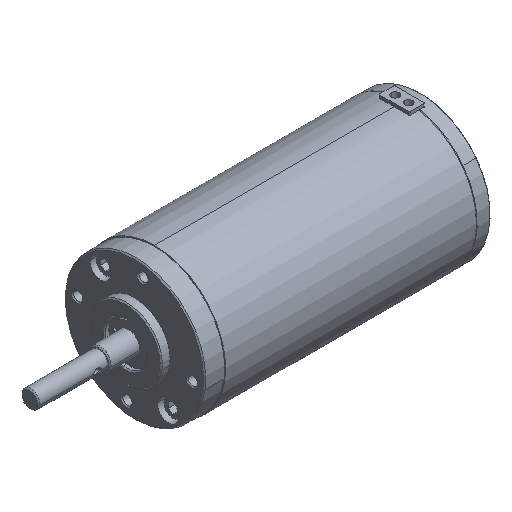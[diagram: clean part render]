
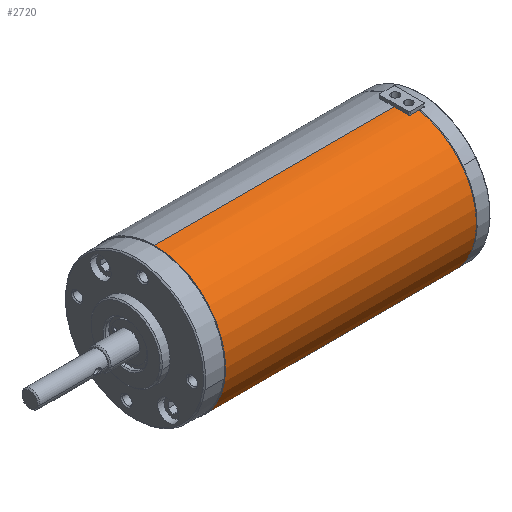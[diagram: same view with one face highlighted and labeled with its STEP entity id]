
A CAD part, isometric view. The second image highlights one B-rep face of the part: STEP entity #2720.
In plain terms, the highlighted cylindrical face has radius 31.95 mm (diameter 63.9 mm), a partial arc.
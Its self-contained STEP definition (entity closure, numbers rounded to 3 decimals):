
#69 = DIRECTION ( 'NONE',  ( -1., 0., 0. ) ) ;
#114 = VECTOR ( 'NONE', #328, 1000. ) ;
#134 = EDGE_LOOP ( 'NONE', ( #2542, #223, #2253, #834, #472, #3785, #413, #4013, #3687, #2681, #3640, #2248, #2405, #1541, #1150 ) ) ;
#149 = CARTESIAN_POINT ( 'NONE',  ( -112.6, -5.75, 31.428 ) ) ;
#197 = AXIS2_PLACEMENT_3D ( 'NONE', #1644, #3949, #1978 ) ;
#223 = ORIENTED_EDGE ( 'NONE', *, *, #1124, .T. ) ;
#316 = CARTESIAN_POINT ( 'NONE',  ( -112.6, 0., -31.95 ) ) ;
#323 = CARTESIAN_POINT ( 'NONE',  ( -3.8, 0., 31.95 ) ) ;
#328 = DIRECTION ( 'NONE',  ( 1., 0., 0. ) ) ;
#389 = LINE ( 'NONE', #3629, #3675 ) ;
#401 = EDGE_CURVE ( 'NONE', #1290, #1728, #3673, .T. ) ;
#407 = CARTESIAN_POINT ( 'NONE',  ( -108.6, -1.901, -31.893 ) ) ;
#410 = VERTEX_POINT ( 'NONE', #1876 ) ;
#411 = CARTESIAN_POINT ( 'NONE',  ( -108.6, 0., 0. ) ) ;
#413 = ORIENTED_EDGE ( 'NONE', *, *, #401, .T. ) ;
#416 = VERTEX_POINT ( 'NONE', #3235 ) ;
#451 = DIRECTION ( 'NONE',  ( 1., 0., 0. ) ) ;
#472 = ORIENTED_EDGE ( 'NONE', *, *, #3217, .T. ) ;
#570 = CIRCLE ( 'NONE', #2706, 31.95 ) ;
#620 = VECTOR ( 'NONE', #2284, 1000. ) ;
#704 = EDGE_CURVE ( 'NONE', #1830, #1189, #913, .T. ) ;
#719 = VERTEX_POINT ( 'NONE', #1016 ) ;
#734 = CARTESIAN_POINT ( 'NONE',  ( -3.221, -3.234, -31.814 ) ) ;
#735 = DIRECTION ( 'NONE',  ( -1., 0., 0. ) ) ;
#739 = DIRECTION ( 'NONE',  ( 0., 0., 1. ) ) ;
#833 = CARTESIAN_POINT ( 'NONE',  ( 0., -5.75, 31.428 ) ) ;
#834 = ORIENTED_EDGE ( 'NONE', *, *, #4203, .F. ) ;
#880 = EDGE_CURVE ( 'NONE', #416, #2502, #389, .T. ) ;
#913 = LINE ( 'NONE', #3316, #3435 ) ;
#952 = EDGE_CURVE ( 'NONE', #3313, #1290, #3886, .T. ) ;
#977 = CIRCLE ( 'NONE', #1283, 31.95 ) ;
#984 = LINE ( 'NONE', #149, #1085 ) ;
#1016 = CARTESIAN_POINT ( 'NONE',  ( -3.137, -5.871, -31.406 ) ) ;
#1063 = CARTESIAN_POINT ( 'NONE',  ( -3.137, -5.871, -31.406 ) ) ;
#1085 = VECTOR ( 'NONE', #2448, 1000. ) ;
#1110 = CARTESIAN_POINT ( 'NONE',  ( 0., 0., 0. ) ) ;
#1121 = CARTESIAN_POINT ( 'NONE',  ( -110.6, -1.901, -31.893 ) ) ;
#1124 = EDGE_CURVE ( 'NONE', #1653, #2502, #3777, .T. ) ;
#1150 = ORIENTED_EDGE ( 'NONE', *, *, #3583, .T. ) ;
#1180 = CARTESIAN_POINT ( 'NONE',  ( -112.6, -1.901, -31.893 ) ) ;
#1189 = VERTEX_POINT ( 'NONE', #2344 ) ;
#1230 = VERTEX_POINT ( 'NONE', #1682 ) ;
#1244 = FACE_OUTER_BOUND ( 'NONE', #134, .T. ) ;
#1283 = AXIS2_PLACEMENT_3D ( 'NONE', #411, #2718, #739 ) ;
#1290 = VERTEX_POINT ( 'NONE', #1180 ) ;
#1303 = EDGE_CURVE ( 'NONE', #719, #2937, #3442, .T. ) ;
#1431 = DIRECTION ( 'NONE',  ( 0., 0., -1. ) ) ;
#1536 = CARTESIAN_POINT ( 'NONE',  ( -112.6, 0., -31.95 ) ) ;
#1541 = ORIENTED_EDGE ( 'NONE', *, *, #2982, .T. ) ;
#1545 = AXIS2_PLACEMENT_3D ( 'NONE', #3654, #1669, #3977 ) ;
#1644 = CARTESIAN_POINT ( 'NONE',  ( -112.6, 0., 0. ) ) ;
#1653 = VERTEX_POINT ( 'NONE', #3470 ) ;
#1669 = DIRECTION ( 'NONE',  ( 1., 0., 0. ) ) ;
#1682 = CARTESIAN_POINT ( 'NONE',  ( -108.6, -3.894, -31.712 ) ) ;
#1728 = VERTEX_POINT ( 'NONE', #1536 ) ;
#1803 = CARTESIAN_POINT ( 'NONE',  ( -110.6, -1.901, -31.893 ) ) ;
#1830 = VERTEX_POINT ( 'NONE', #2923 ) ;
#1876 = CARTESIAN_POINT ( 'NONE',  ( -3.8, -5.75, 31.428 ) ) ;
#1887 = CARTESIAN_POINT ( 'NONE',  ( -112.6, 0., 0. ) ) ;
#1930 = EDGE_CURVE ( 'NONE', #3764, #2937, #4225, .T. ) ;
#1978 = DIRECTION ( 'NONE',  ( 0., 0., -1. ) ) ;
#2023 = CARTESIAN_POINT ( 'NONE',  ( -3.8, 0., 0. ) ) ;
#2030 =( BOUNDED_CURVE ( )  B_SPLINE_CURVE ( 3, ( #2773, #2433, #3108, #1121 ),
 .UNSPECIFIED., .F., .F. ) 
 B_SPLINE_CURVE_WITH_KNOTS ( ( 4, 4 ),
 ( 1.571, 1.633 ),
 .UNSPECIFIED. ) 
 CURVE ( )  GEOMETRIC_REPRESENTATION_ITEM ( )  RATIONAL_B_SPLINE_CURVE ( ( 1., 1., 1., 1. ) ) 
 REPRESENTATION_ITEM ( '' )  );
#2198 =( BOUNDED_CURVE ( )  B_SPLINE_CURVE ( 3, ( #3999, #734, #3048, #1063 ),
 .UNSPECIFIED., .F., .F. ) 
 B_SPLINE_CURVE_WITH_KNOTS ( ( 4, 4 ),
 ( 3.079, 3.204 ),
 .UNSPECIFIED. ) 
 CURVE ( )  GEOMETRIC_REPRESENTATION_ITEM ( )  RATIONAL_B_SPLINE_CURVE ( ( 1., 0.999, 0.999, 1. ) ) 
 REPRESENTATION_ITEM ( '' )  );
#2225 = DIRECTION ( 'NONE',  ( 0., 0., -1. ) ) ;
#2248 = ORIENTED_EDGE ( 'NONE', *, *, #1303, .T. ) ;
#2253 = ORIENTED_EDGE ( 'NONE', *, *, #880, .F. ) ;
#2284 = DIRECTION ( 'NONE',  ( 1., 0., 0. ) ) ;
#2344 = CARTESIAN_POINT ( 'NONE',  ( 0., -1.901, -31.893 ) ) ;
#2361 = DIRECTION ( 'NONE',  ( 0., 1., 0. ) ) ;
#2405 = ORIENTED_EDGE ( 'NONE', *, *, #1930, .F. ) ;
#2418 = CARTESIAN_POINT ( 'NONE',  ( 0., 0., 0. ) ) ;
#2433 = CARTESIAN_POINT ( 'NONE',  ( -109.267, -3.231, -31.793 ) ) ;
#2444 = AXIS2_PLACEMENT_3D ( 'NONE', #2023, #69, #2361 ) ;
#2448 = DIRECTION ( 'NONE',  ( -1., 0., 0. ) ) ;
#2502 = VERTEX_POINT ( 'NONE', #3859 ) ;
#2542 = ORIENTED_EDGE ( 'NONE', *, *, #3448, .F. ) ;
#2634 = CARTESIAN_POINT ( 'NONE',  ( -112.6, 0., 31.95 ) ) ;
#2639 = AXIS2_PLACEMENT_3D ( 'NONE', #1110, #3427, #1431 ) ;
#2681 = ORIENTED_EDGE ( 'NONE', *, *, #704, .F. ) ;
#2706 = AXIS2_PLACEMENT_3D ( 'NONE', #2418, #451, #2763 ) ;
#2710 = VECTOR ( 'NONE', #735, 1000. ) ;
#2718 = DIRECTION ( 'NONE',  ( -1., 0., 0. ) ) ;
#2720 = ADVANCED_FACE ( 'NONE', ( #1244 ), #2799, .T. ) ;
#2721 = CARTESIAN_POINT ( 'NONE',  ( 0., 0., -31.95 ) ) ;
#2763 = DIRECTION ( 'NONE',  ( 0., 0., -1. ) ) ;
#2773 = CARTESIAN_POINT ( 'NONE',  ( -108.6, -3.894, -31.712 ) ) ;
#2799 = CYLINDRICAL_SURFACE ( 'NONE', #1545, 31.95 ) ;
#2814 = AXIS2_PLACEMENT_3D ( 'NONE', #1887, #4189, #2225 ) ;
#2874 = EDGE_CURVE ( 'NONE', #1830, #719, #2198, .T. ) ;
#2923 = CARTESIAN_POINT ( 'NONE',  ( -3.137, -1.901, -31.893 ) ) ;
#2937 = VERTEX_POINT ( 'NONE', #3403 ) ;
#2968 = VECTOR ( 'NONE', #4134, 1000. ) ;
#2982 = EDGE_CURVE ( 'NONE', #3764, #410, #984, .T. ) ;
#3048 = CARTESIAN_POINT ( 'NONE',  ( -3.221, -4.559, -31.651 ) ) ;
#3105 = CIRCLE ( 'NONE', #2444, 31.95 ) ;
#3108 = CARTESIAN_POINT ( 'NONE',  ( -109.934, -2.567, -31.854 ) ) ;
#3183 = CARTESIAN_POINT ( 'NONE',  ( -4., -5.871, -31.406 ) ) ;
#3217 = EDGE_CURVE ( 'NONE', #1230, #3313, #2030, .T. ) ;
#3235 = CARTESIAN_POINT ( 'NONE',  ( -108.6, -5.871, -31.406 ) ) ;
#3313 = VERTEX_POINT ( 'NONE', #1803 ) ;
#3316 = CARTESIAN_POINT ( 'NONE',  ( -4., -1.901, -31.893 ) ) ;
#3403 = CARTESIAN_POINT ( 'NONE',  ( 0., -5.871, -31.406 ) ) ;
#3427 = DIRECTION ( 'NONE',  ( 1., 0., 0. ) ) ;
#3435 = VECTOR ( 'NONE', #3967, 1000. ) ;
#3442 = LINE ( 'NONE', #3183, #2968 ) ;
#3448 = EDGE_CURVE ( 'NONE', #1653, #4065, #3513, .T. ) ;
#3470 = CARTESIAN_POINT ( 'NONE',  ( -112.6, 0., 31.95 ) ) ;
#3513 = LINE ( 'NONE', #2634, #114 ) ;
#3583 = EDGE_CURVE ( 'NONE', #410, #4065, #3105, .T. ) ;
#3629 = CARTESIAN_POINT ( 'NONE',  ( -108.6, -5.871, -31.406 ) ) ;
#3638 = VERTEX_POINT ( 'NONE', #2721 ) ;
#3640 = ORIENTED_EDGE ( 'NONE', *, *, #2874, .T. ) ;
#3654 = CARTESIAN_POINT ( 'NONE',  ( -112.6, 0., 0. ) ) ;
#3673 = CIRCLE ( 'NONE', #2814, 31.95 ) ;
#3675 = VECTOR ( 'NONE', #3945, 1000. ) ;
#3687 = ORIENTED_EDGE ( 'NONE', *, *, #4251, .F. ) ;
#3764 = VERTEX_POINT ( 'NONE', #833 ) ;
#3777 = CIRCLE ( 'NONE', #197, 31.95 ) ;
#3785 = ORIENTED_EDGE ( 'NONE', *, *, #952, .T. ) ;
#3859 = CARTESIAN_POINT ( 'NONE',  ( -112.6, -5.871, -31.406 ) ) ;
#3886 = LINE ( 'NONE', #407, #2710 ) ;
#3910 = LINE ( 'NONE', #316, #620 ) ;
#3945 = DIRECTION ( 'NONE',  ( -1., 0., 0. ) ) ;
#3949 = DIRECTION ( 'NONE',  ( 1., 0., 0. ) ) ;
#3967 = DIRECTION ( 'NONE',  ( 1., 0., 0. ) ) ;
#3977 = DIRECTION ( 'NONE',  ( 0., 0., -1. ) ) ;
#3999 = CARTESIAN_POINT ( 'NONE',  ( -3.137, -1.901, -31.893 ) ) ;
#4013 = ORIENTED_EDGE ( 'NONE', *, *, #4030, .T. ) ;
#4030 = EDGE_CURVE ( 'NONE', #1728, #3638, #3910, .T. ) ;
#4065 = VERTEX_POINT ( 'NONE', #323 ) ;
#4134 = DIRECTION ( 'NONE',  ( 1., 0., 0. ) ) ;
#4189 = DIRECTION ( 'NONE',  ( 1., 0., 0. ) ) ;
#4203 = EDGE_CURVE ( 'NONE', #1230, #416, #977, .T. ) ;
#4225 = CIRCLE ( 'NONE', #2639, 31.95 ) ;
#4251 = EDGE_CURVE ( 'NONE', #1189, #3638, #570, .T. ) ;
